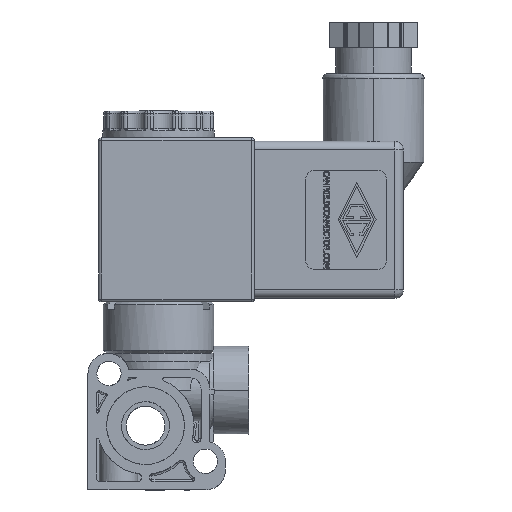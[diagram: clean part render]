
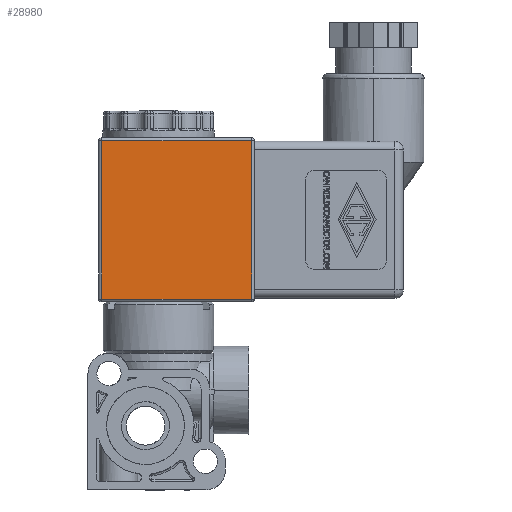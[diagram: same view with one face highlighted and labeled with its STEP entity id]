
A CAD part, front view. The second image highlights one B-rep face of the part: STEP entity #28980.
In plain terms, the highlighted planar face has unit normal (0, -1, 0).
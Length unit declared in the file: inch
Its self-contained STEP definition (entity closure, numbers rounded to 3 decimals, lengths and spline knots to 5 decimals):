
#1196 = EDGE_CURVE ( 'NONE', #49393, #34437, #45256, .T. ) ;
#1752 = DIRECTION ( 'NONE',  ( 0., 0., -1. ) ) ;
#3375 = LINE ( 'NONE', #53840, #26566 ) ;
#4312 = EDGE_LOOP ( 'NONE', ( #25137, #10797, #4551, #20233 ) ) ;
#4551 = ORIENTED_EDGE ( 'NONE', *, *, #9391, .T. ) ;
#7035 = VECTOR ( 'NONE', #14778, 39.37008 ) ;
#9391 = EDGE_CURVE ( 'NONE', #20068, #44609, #3375, .T. ) ;
#10797 = ORIENTED_EDGE ( 'NONE', *, *, #27558, .T. ) ;
#14778 = DIRECTION ( 'NONE',  ( 0., 0., 1. ) ) ;
#14850 = VECTOR ( 'NONE', #1752, 39.37008 ) ;
#15177 = FACE_OUTER_BOUND ( 'NONE', #4312, .T. ) ;
#16225 = LINE ( 'NONE', #53990, #14850 ) ;
#19580 = CARTESIAN_POINT ( 'NONE',  ( -0.31, -0.433, 0.895 ) ) ;
#20068 = VERTEX_POINT ( 'NONE', #19580 ) ;
#20233 = ORIENTED_EDGE ( 'NONE', *, *, #29195, .T. ) ;
#20515 = AXIS2_PLACEMENT_3D ( 'NONE', #24584, #24949, #55492 ) ;
#24584 = CARTESIAN_POINT ( 'NONE',  ( -0.33, -0.433, 0.875 ) ) ;
#24949 = DIRECTION ( 'NONE',  ( 0., -1., 0. ) ) ;
#25137 = ORIENTED_EDGE ( 'NONE', *, *, #1196, .T. ) ;
#26566 = VECTOR ( 'NONE', #32046, 39.37008 ) ;
#27558 = EDGE_CURVE ( 'NONE', #34437, #20068, #16225, .T. ) ;
#28980 = ADVANCED_FACE ( 'NONE', ( #15177 ), #46695, .T. ) ;
#29195 = EDGE_CURVE ( 'NONE', #44609, #49393, #41838, .T. ) ;
#32046 = DIRECTION ( 'NONE',  ( 1., 0., 0. ) ) ;
#34437 = VERTEX_POINT ( 'NONE', #45861 ) ;
#34991 = VECTOR ( 'NONE', #39681, 39.37008 ) ;
#35473 = CARTESIAN_POINT ( 'NONE',  ( -0.33, -0.433, 2.015 ) ) ;
#39681 = DIRECTION ( 'NONE',  ( -1., 0., 0. ) ) ;
#41838 = LINE ( 'NONE', #49743, #7035 ) ;
#44609 = VERTEX_POINT ( 'NONE', #51860 ) ;
#45256 = LINE ( 'NONE', #35473, #34991 ) ;
#45861 = CARTESIAN_POINT ( 'NONE',  ( -0.31, -0.433, 2.015 ) ) ;
#46695 = PLANE ( 'NONE',  #20515 ) ;
#49393 = VERTEX_POINT ( 'NONE', #56132 ) ;
#49743 = CARTESIAN_POINT ( 'NONE',  ( 0.75, -0.433, 0.875 ) ) ;
#51860 = CARTESIAN_POINT ( 'NONE',  ( 0.75, -0.433, 0.895 ) ) ;
#53840 = CARTESIAN_POINT ( 'NONE',  ( -0.33, -0.433, 0.895 ) ) ;
#53990 = CARTESIAN_POINT ( 'NONE',  ( -0.31, -0.433, 0.875 ) ) ;
#55492 = DIRECTION ( 'NONE',  ( 0., 0., -1. ) ) ;
#56132 = CARTESIAN_POINT ( 'NONE',  ( 0.75, -0.433, 2.015 ) ) ;
